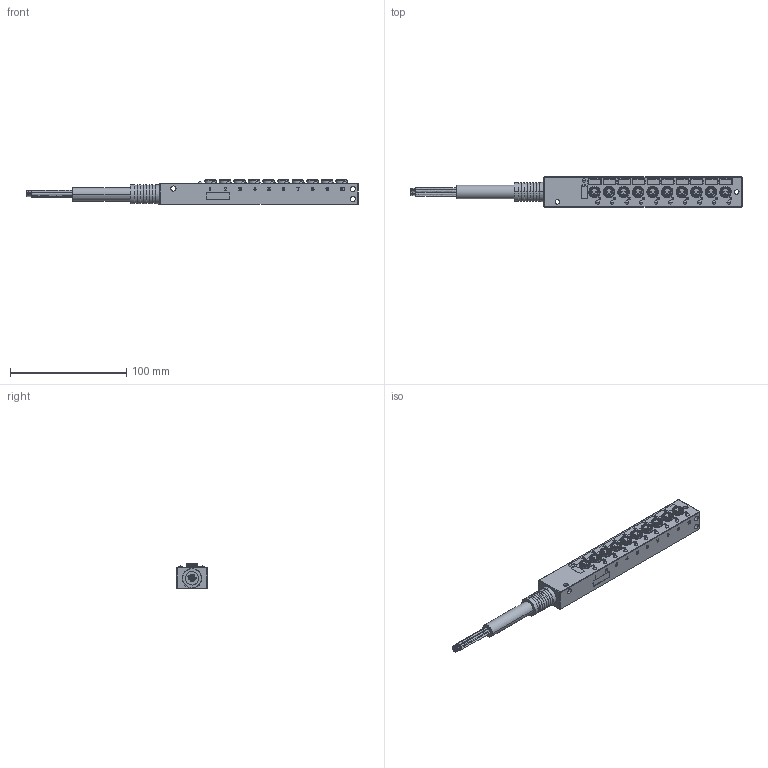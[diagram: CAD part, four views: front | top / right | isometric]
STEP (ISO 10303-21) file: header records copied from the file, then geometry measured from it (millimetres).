
FILE_DESCRIPTION( ('This file contains a STEP AP42 implementation' ,'as created by ZW3D STEP Interface translator.') ,'2;1' );
FILE_NAME( 'DM8C10-3-3XX-94XX.stp' ,'211223.185912', (''), ('ZWCAD Software Co.'), 'Version 1.0', 'ZW3D to STEP translator', '' );
FILE_SCHEMA(('AUTOMOTIVE_DESIGN'));
Length unit declared in the file: millimetre
Products named in the file (2): 0; DM8C10-3-3PA-94XX
Bounding box: 285.03 x 26 x 21 mm (x, y, z)
Volume: 89340.6 mm3; surface area: 32653.1 mm2
Topology: 1 solids, 2 shells, 1977 faces, 5270 edges, 3471 vertices
Faces by surface type: bspline 1977
Entity records: 72437 total; most frequent: CARTESIAN_POINT 38526, ORIENTED_EDGE 10496, EDGE_CURVE 5248, B_SPLINE_CURVE_WITH_KNOTS 4762, VERTEX_POINT 3471, EDGE_LOOP 2189, FACE_OUTER_BOUND 1977, ADVANCED_FACE 1977
